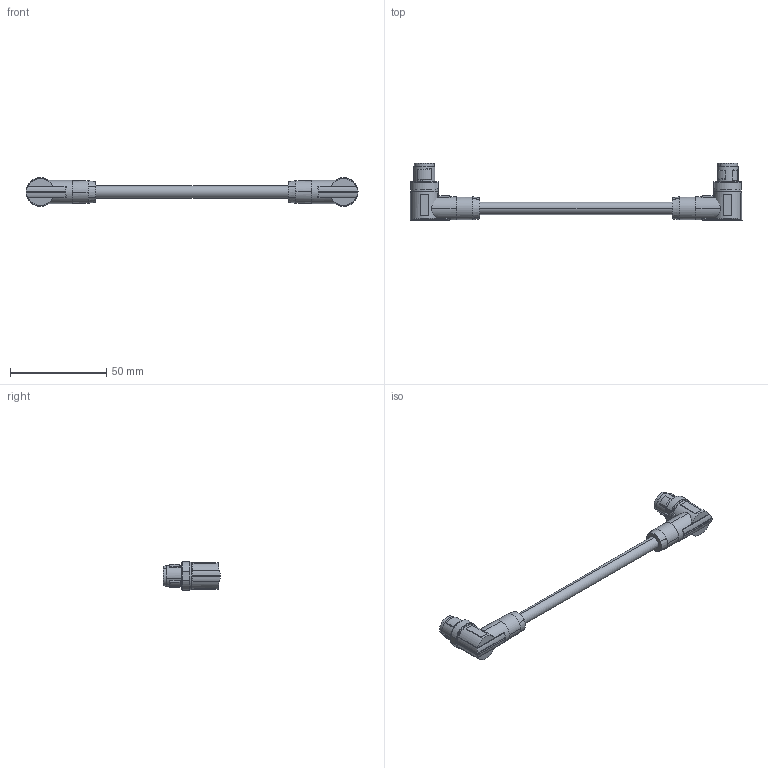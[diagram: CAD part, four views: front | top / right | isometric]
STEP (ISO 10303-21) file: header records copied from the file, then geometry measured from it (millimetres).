
FILE_DESCRIPTION(('SolidDesigner STEP Export'),'2;1');
FILE_NAME('1408741_NBC_MRD_0.5_93E_MRD_SCO_US-select.stp','2013-06-06T13:37:56',(''),(''),'Creo Elements/Direct Modeling STEP processor for AP214 (Solid Model)','Creo Elements/Direct Modeling 18.1 06-May-2012 (C) Parametric Technology GmbH','');
FILE_SCHEMA(('AUTOMOTIVE_DESIGN { 1 0 10303 214 1 1 1 1 }'));
Length unit declared in the file: millimetre
Products named in the file (1): 1408741_NBC_MRD_0.5_93E_MRD_SCO_US-select
Bounding box: 172.5 x 30 x 15 mm (x, y, z)
Volume: 15343.1 mm3; surface area: 7652.3 mm2
Topology: 1 solids, 1 shells, 300 faces, 780 edges, 512 vertices
Faces by surface type: plane 134, cylinder 102, cone 44, bspline 20
Entity records: 19554 total; most frequent: CARTESIAN_POINT 10221, ORIENTED_EDGE 1560, DIRECTION 1170, EDGE_CURVE 780, VERTEX_POINT 512, AXIS2_PLACEMENT_3D 415, VECTOR 340, LINE 340
